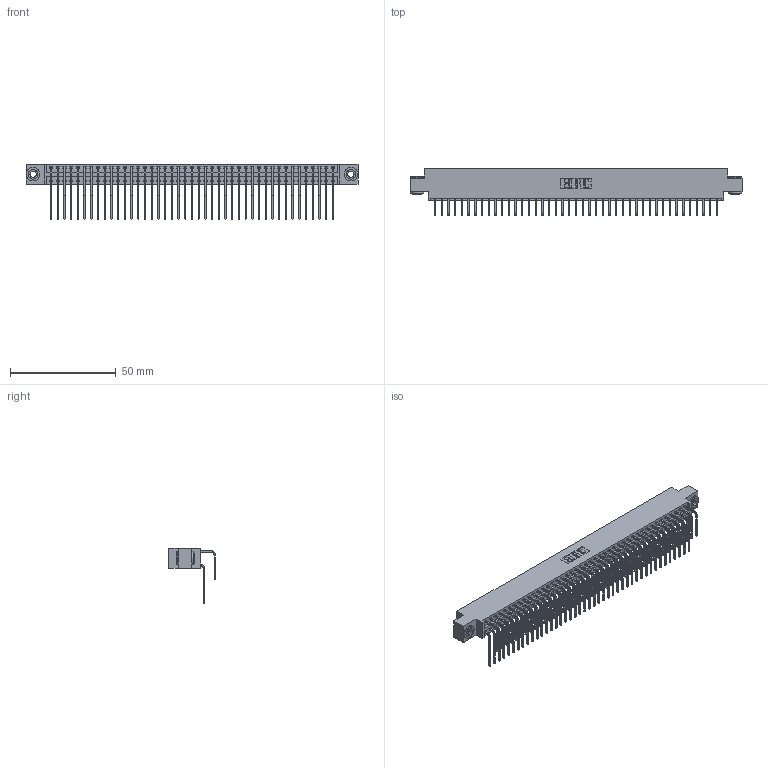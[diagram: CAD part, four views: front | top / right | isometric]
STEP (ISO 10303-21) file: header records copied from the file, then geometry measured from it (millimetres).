
FILE_DESCRIPTION (( 'STEP AP203' ), '1' );
FILE_NAME ('346-086-558-803.STEP', '2018-08-29T23:15:14', ( '' ), ( '' ), 'SwSTEP 2.0', 'SolidWorks 2016', '' );
FILE_SCHEMA (( 'CONFIG_CONTROL_DESIGN' ));
Length unit declared in the file: inch
Products named in the file (5): 346 Part_0.170 Offset - 0.156 Dia-TH; 345-292-001_558 559 Tail - 1; 345-292-001_558 Tail - 2; 345-250-002_345-250-002-102; 346-086-558-803
Assembly tree (89 placements, depth 2):
  346-086-558-803
    346 Part_0.170 Offset - 0.156 Dia-TH
    345-292-001_558 559 Tail - 1  x43
    345-292-001_558 Tail - 2  x43
    345-250-002_345-250-002-102  x2
Bounding box: 157.1 x 22.16 x 26.16 mm (x, y, z)
Volume: 15687.8 mm3; surface area: 24353.4 mm2
Topology: 89 solids, 89 shells, 4808 faces, 14263 edges, 9390 vertices
Faces by surface type: plane 3272, cylinder 1528, cone 8
Entity records: 30494 total; most frequent: CARTESIAN_POINT 5054, ORIENTED_EDGE 4930, DIRECTION 4507, EDGE_CURVE 2465, LINE 2097, VECTOR 2097, VERTEX_POINT 1638, AXIS2_PLACEMENT_3D 1205
